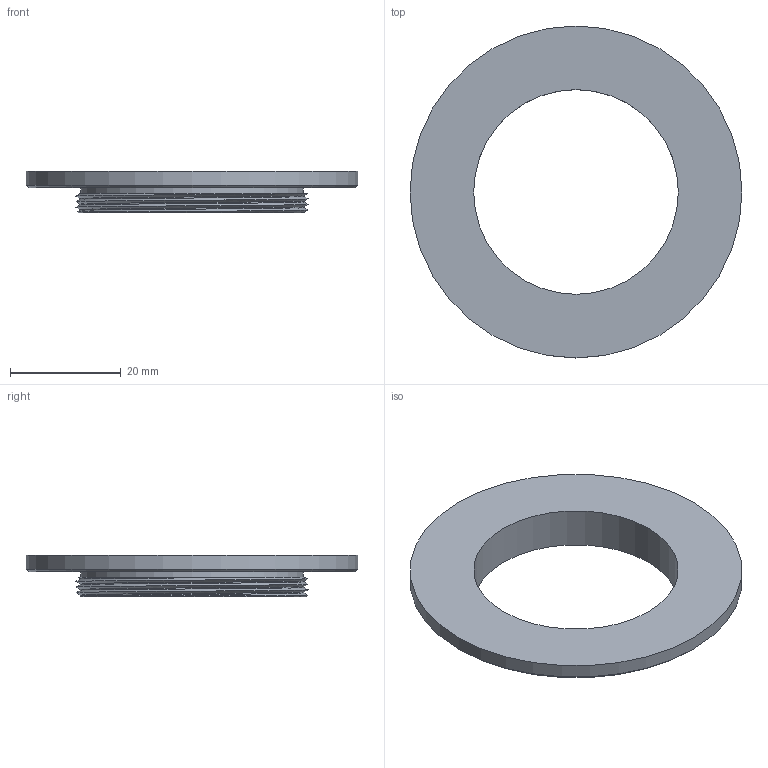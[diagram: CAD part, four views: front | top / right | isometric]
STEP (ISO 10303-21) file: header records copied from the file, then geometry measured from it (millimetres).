
FILE_DESCRIPTION(/* description */ (''),/* implementation_level */ '2;1');
FILE_NAME(/* name */ 'mountLensBase_M42',/* time_stamp */ '2023-12-05T12:42:33-05:00',/* author */ ('George Moua'),/* organization */ ('Archive 663'),/* preprocessor_version */ 'ST-DEVELOPER v16.7',/* originating_system */ 'Solid Edge',/* authorisation */ 'Unknown');
FILE_SCHEMA (('AUTOMOTIVE_DESIGN {1 0 10303 214 3 1 1}'));
Length unit declared in the file: millimetre
Products named in the file (3): mountLensBase; mountLensBase_M42_oa_0; mountLensBase_M42
Assembly tree (2 placements, depth 3):
  mountLensBase
    mountLensBase_M42_oa_0
      mountLensBase_M42
Bounding box: 60 x 60 x 7.5 mm (x, y, z)
Volume: 6312.4 mm3; surface area: 5913.6 mm2
Topology: 1 solids, 1 shells, 17 faces, 46 edges, 34 vertices
Faces by surface type: plane 8, cylinder 4, bspline 3, cone 2
Full cylindrical faces by diameter (mm): 37 x1, 40.25 x1, 60 x1
Entity records: 4649 total; most frequent: CARTESIAN_POINT 4200, ORIENTED_EDGE 84, DIRECTION 63, EDGE_CURVE 42, VERTEX_POINT 34, AXIS2_PLACEMENT_3D 27, EDGE_LOOP 26, FACE_BOUND 26
